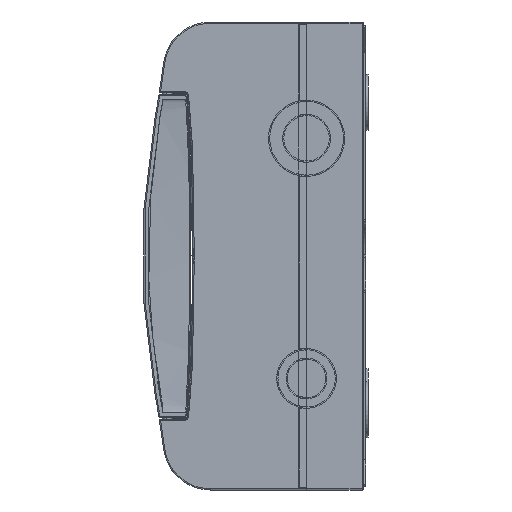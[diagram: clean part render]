
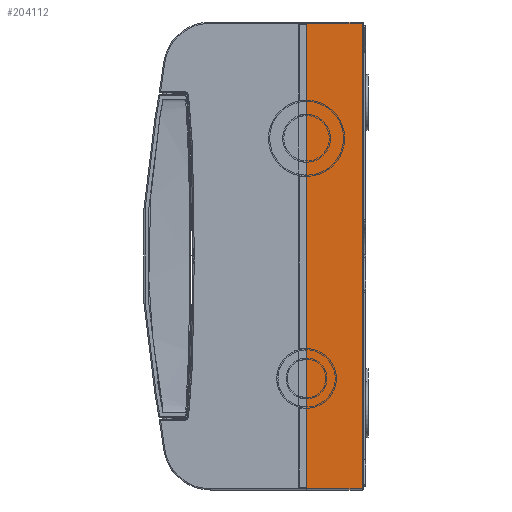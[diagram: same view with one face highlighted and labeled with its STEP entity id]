
A CAD part, left-side view. The second image highlights one B-rep face of the part: STEP entity #204112.
In plain terms, the highlighted planar face has unit normal (-1, 0, 0).
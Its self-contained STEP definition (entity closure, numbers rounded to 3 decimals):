
#5851 = CARTESIAN_POINT ( 'NONE',  ( -185., 0.5, 99. ) ) ;
#10764 = VERTEX_POINT ( 'NONE', #70592 ) ;
#19495 = LINE ( 'NONE', #201751, #168094 ) ;
#26561 = LINE ( 'NONE', #152587, #128693 ) ;
#40227 = VECTOR ( 'NONE', #193892, 1000. ) ;
#65761 = CARTESIAN_POINT ( 'NONE',  ( -185., 0.5, 98.5 ) ) ;
#69461 = VERTEX_POINT ( 'NONE', #99137 ) ;
#70592 = CARTESIAN_POINT ( 'NONE',  ( -185., 0.5, -98.5 ) ) ;
#71608 = LINE ( 'NONE', #5851, #40227 ) ;
#99137 = CARTESIAN_POINT ( 'NONE',  ( -185., 24., -98.5 ) ) ;
#109326 = ORIENTED_EDGE ( 'NONE', *, *, #341606, .F. ) ;
#116511 = DIRECTION ( 'NONE',  ( 0., 1., 0. ) ) ;
#128258 = ORIENTED_EDGE ( 'NONE', *, *, #132639, .T. ) ;
#128693 = VECTOR ( 'NONE', #116511, 1000. ) ;
#131618 = EDGE_CURVE ( 'NONE', #267440, #242324, #26561, .T. ) ;
#132639 = EDGE_CURVE ( 'NONE', #10764, #267440, #71608, .T. ) ;
#135443 = CARTESIAN_POINT ( 'NONE',  ( -185., 25., 99. ) ) ;
#152587 = CARTESIAN_POINT ( 'NONE',  ( -185., 25., 98.5 ) ) ;
#165518 = FACE_OUTER_BOUND ( 'NONE', #352522, .T. ) ;
#168094 = VECTOR ( 'NONE', #388016, 1000. ) ;
#171199 = LINE ( 'NONE', #319512, #289839 ) ;
#174193 = ORIENTED_EDGE ( 'NONE', *, *, #131618, .T. ) ;
#193892 = DIRECTION ( 'NONE',  ( 0., 0., 1. ) ) ;
#201751 = CARTESIAN_POINT ( 'NONE',  ( -185., 24., 99. ) ) ;
#204112 = ADVANCED_FACE ( 'NONE', ( #165518 ), #233574, .F. ) ;
#225659 = DIRECTION ( 'NONE',  ( 1., 0., 0. ) ) ;
#227389 = DIRECTION ( 'NONE',  ( 0., -1., 0. ) ) ;
#233574 = PLANE ( 'NONE',  #312964 ) ;
#242324 = VERTEX_POINT ( 'NONE', #309440 ) ;
#267440 = VERTEX_POINT ( 'NONE', #65761 ) ;
#288606 = ORIENTED_EDGE ( 'NONE', *, *, #395810, .T. ) ;
#289839 = VECTOR ( 'NONE', #227389, 1000. ) ;
#309440 = CARTESIAN_POINT ( 'NONE',  ( -185., 24., 98.5 ) ) ;
#312964 = AXIS2_PLACEMENT_3D ( 'NONE', #135443, #225659, #355808 ) ;
#319512 = CARTESIAN_POINT ( 'NONE',  ( -185., 25., -98.5 ) ) ;
#341606 = EDGE_CURVE ( 'NONE', #69461, #242324, #19495, .T. ) ;
#352522 = EDGE_LOOP ( 'NONE', ( #174193, #109326, #288606, #128258 ) ) ;
#355808 = DIRECTION ( 'NONE',  ( 0., 0., -1. ) ) ;
#388016 = DIRECTION ( 'NONE',  ( 0., 0., 1. ) ) ;
#395810 = EDGE_CURVE ( 'NONE', #69461, #10764, #171199, .T. ) ;
